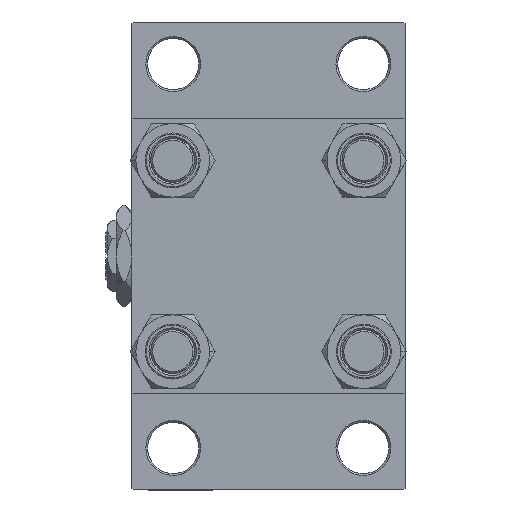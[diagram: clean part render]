
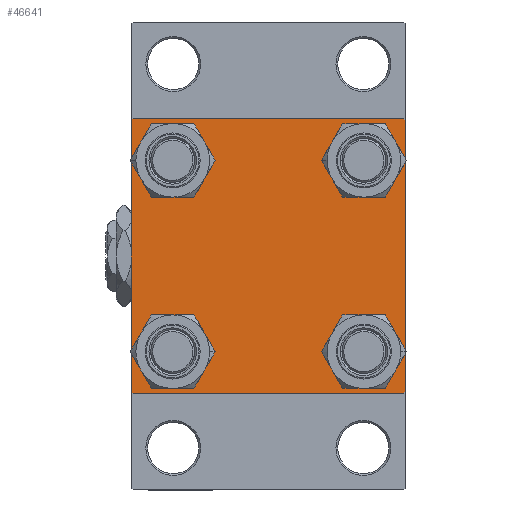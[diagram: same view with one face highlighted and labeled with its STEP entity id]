
A CAD part, left-side view. The second image highlights one B-rep face of the part: STEP entity #46641.
In plain terms, the highlighted planar face has unit normal (-1, 0, 0).
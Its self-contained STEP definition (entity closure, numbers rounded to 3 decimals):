
#185 = DIRECTION ( 'NONE',  ( 0., 0., 1. ) ) ;
#960 = DIRECTION ( 'NONE',  ( 0., 0., 1. ) ) ;
#1051 = VECTOR ( 'NONE', #30163, 1000. ) ;
#1203 = ORIENTED_EDGE ( 'NONE', *, *, #8280, .T. ) ;
#1711 = CARTESIAN_POINT ( 'NONE',  ( 0., 26.15, 19.65 ) ) ;
#2054 = CARTESIAN_POINT ( 'NONE',  ( 0., -26.15, 26.15 ) ) ;
#2408 = DIRECTION ( 'NONE',  ( 1., 0., 0. ) ) ;
#3133 = CARTESIAN_POINT ( 'NONE',  ( 0., -26.15, -19.65 ) ) ;
#3433 = CARTESIAN_POINT ( 'NONE',  ( 0., -37.5, -37. ) ) ;
#3563 = DIRECTION ( 'NONE',  ( 1., 0., 0. ) ) ;
#3731 = ORIENTED_EDGE ( 'NONE', *, *, #47971, .T. ) ;
#4326 = VERTEX_POINT ( 'NONE', #27270 ) ;
#4443 = EDGE_CURVE ( 'NONE', #4978, #18834, #38976, .T. ) ;
#4845 = DIRECTION ( 'NONE',  ( 0., 0.707, -0.707 ) ) ;
#4946 = DIRECTION ( 'NONE',  ( 1., 0., 0. ) ) ;
#4978 = VERTEX_POINT ( 'NONE', #41875 ) ;
#5259 = VERTEX_POINT ( 'NONE', #19313 ) ;
#5372 = LINE ( 'NONE', #20077, #48964 ) ;
#5589 = EDGE_CURVE ( 'NONE', #5259, #41188, #44012, .T. ) ;
#5685 = EDGE_CURVE ( 'NONE', #4978, #47747, #31460, .T. ) ;
#6156 = CARTESIAN_POINT ( 'NONE',  ( 0., -26.15, 26.15 ) ) ;
#6210 = CARTESIAN_POINT ( 'NONE',  ( 0., 37.5, 37. ) ) ;
#6548 = VECTOR ( 'NONE', #39592, 1000. ) ;
#7597 = ORIENTED_EDGE ( 'NONE', *, *, #24295, .T. ) ;
#7689 = EDGE_LOOP ( 'NONE', ( #23155, #25499, #12870, #7597, #25642, #35969, #17540, #39525 ) ) ;
#8041 = FACE_BOUND ( 'NONE', #17148, .T. ) ;
#8274 = CIRCLE ( 'NONE', #36101, 6.5 ) ;
#8280 = EDGE_CURVE ( 'NONE', #20288, #47056, #8274, .T. ) ;
#8433 = VECTOR ( 'NONE', #36485, 1000. ) ;
#8613 = CARTESIAN_POINT ( 'NONE',  ( 0., -37.5, 37. ) ) ;
#8643 = VERTEX_POINT ( 'NONE', #34887 ) ;
#8987 = VECTOR ( 'NONE', #4845, 1000. ) ;
#9179 = AXIS2_PLACEMENT_3D ( 'NONE', #6156, #2408, #32806 ) ;
#9279 = CARTESIAN_POINT ( 'NONE',  ( 0., 0., 0. ) ) ;
#9410 = CARTESIAN_POINT ( 'NONE',  ( 0., -26.15, -26.15 ) ) ;
#9547 = DIRECTION ( 'NONE',  ( 1., 0., 0. ) ) ;
#9769 = DIRECTION ( 'NONE',  ( 0., 0., 1. ) ) ;
#9887 = LINE ( 'NONE', #44014, #16918 ) ;
#10217 = AXIS2_PLACEMENT_3D ( 'NONE', #18632, #49033, #33832 ) ;
#10227 = ORIENTED_EDGE ( 'NONE', *, *, #20952, .T. ) ;
#11075 = CARTESIAN_POINT ( 'NONE',  ( 0., 26.15, -32.65 ) ) ;
#11405 = VECTOR ( 'NONE', #28465, 1000. ) ;
#11824 = CIRCLE ( 'NONE', #10217, 6.5 ) ;
#12870 = ORIENTED_EDGE ( 'NONE', *, *, #23120, .T. ) ;
#12952 = CARTESIAN_POINT ( 'NONE',  ( 0., -37.5, 37.5 ) ) ;
#13214 = VERTEX_POINT ( 'NONE', #39273 ) ;
#13380 = CIRCLE ( 'NONE', #26069, 6.5 ) ;
#13682 = CARTESIAN_POINT ( 'NONE',  ( 0., -26.15, -32.65 ) ) ;
#15159 = DIRECTION ( 'NONE',  ( 1., 0., 0. ) ) ;
#16197 = VERTEX_POINT ( 'NONE', #1711 ) ;
#16402 = ORIENTED_EDGE ( 'NONE', *, *, #44438, .T. ) ;
#16631 = LINE ( 'NONE', #21086, #24865 ) ;
#16918 = VECTOR ( 'NONE', #36756, 1000. ) ;
#17148 = EDGE_LOOP ( 'NONE', ( #10227, #25184 ) ) ;
#17323 = CARTESIAN_POINT ( 'NONE',  ( 0., -37.25, -37.25 ) ) ;
#17540 = ORIENTED_EDGE ( 'NONE', *, *, #5685, .F. ) ;
#17709 = EDGE_CURVE ( 'NONE', #47056, #20288, #41941, .T. ) ;
#17905 = CIRCLE ( 'NONE', #9179, 6.5 ) ;
#18015 = DIRECTION ( 'NONE',  ( 0., 0., 1. ) ) ;
#18142 = CARTESIAN_POINT ( 'NONE',  ( 0., 26.15, -26.15 ) ) ;
#18632 = CARTESIAN_POINT ( 'NONE',  ( 0., 26.15, 26.15 ) ) ;
#18834 = VERTEX_POINT ( 'NONE', #6210 ) ;
#19242 = FACE_BOUND ( 'NONE', #28169, .T. ) ;
#19313 = CARTESIAN_POINT ( 'NONE',  ( 0., -26.15, 19.65 ) ) ;
#19666 = CIRCLE ( 'NONE', #26001, 6.5 ) ;
#20077 = CARTESIAN_POINT ( 'NONE',  ( 0., 37.5, -37.5 ) ) ;
#20288 = VERTEX_POINT ( 'NONE', #3133 ) ;
#20952 = EDGE_CURVE ( 'NONE', #4326, #16197, #11824, .T. ) ;
#21086 = CARTESIAN_POINT ( 'NONE',  ( 0., 37.5, 37.5 ) ) ;
#21089 = DIRECTION ( 'NONE',  ( 1., 0., 0. ) ) ;
#21327 = ORIENTED_EDGE ( 'NONE', *, *, #17709, .T. ) ;
#21335 = DIRECTION ( 'NONE',  ( 0., 0., 1. ) ) ;
#21637 = ORIENTED_EDGE ( 'NONE', *, *, #5589, .T. ) ;
#22440 = LINE ( 'NONE', #22936, #1051 ) ;
#22832 = AXIS2_PLACEMENT_3D ( 'NONE', #9410, #21089, #21335 ) ;
#22936 = CARTESIAN_POINT ( 'NONE',  ( 0., -37.25, 37.25 ) ) ;
#23120 = EDGE_CURVE ( 'NONE', #13214, #24228, #5372, .T. ) ;
#23155 = ORIENTED_EDGE ( 'NONE', *, *, #43170, .T. ) ;
#23385 = VERTEX_POINT ( 'NONE', #11075 ) ;
#23777 = CARTESIAN_POINT ( 'NONE',  ( 0., 37.25, 37.25 ) ) ;
#23810 = DIRECTION ( 'NONE',  ( 0., -1., 0. ) ) ;
#24228 = VERTEX_POINT ( 'NONE', #48204 ) ;
#24295 = EDGE_CURVE ( 'NONE', #24228, #42429, #40003, .T. ) ;
#24865 = VECTOR ( 'NONE', #28071, 1000. ) ;
#25184 = ORIENTED_EDGE ( 'NONE', *, *, #32080, .T. ) ;
#25499 = ORIENTED_EDGE ( 'NONE', *, *, #43277, .T. ) ;
#25642 = ORIENTED_EDGE ( 'NONE', *, *, #42211, .F. ) ;
#25658 = AXIS2_PLACEMENT_3D ( 'NONE', #2054, #9547, #39926 ) ;
#26001 = AXIS2_PLACEMENT_3D ( 'NONE', #44322, #33592, #40582 ) ;
#26069 = AXIS2_PLACEMENT_3D ( 'NONE', #35085, #4946, #960 ) ;
#26261 = EDGE_CURVE ( 'NONE', #8643, #23385, #19666, .T. ) ;
#26964 = FACE_BOUND ( 'NONE', #38395, .T. ) ;
#27270 = CARTESIAN_POINT ( 'NONE',  ( 0., 26.15, 32.65 ) ) ;
#27720 = CARTESIAN_POINT ( 'NONE',  ( 0., 37.5, 37.5 ) ) ;
#27754 = VERTEX_POINT ( 'NONE', #41459 ) ;
#27987 = CIRCLE ( 'NONE', #31985, 6.5 ) ;
#28071 = DIRECTION ( 'NONE',  ( 0., 0., -1. ) ) ;
#28169 = EDGE_LOOP ( 'NONE', ( #1203, #21327 ) ) ;
#28195 = FACE_OUTER_BOUND ( 'NONE', #7689, .T. ) ;
#28465 = DIRECTION ( 'NONE',  ( 0., -1., 0. ) ) ;
#30163 = DIRECTION ( 'NONE',  ( 0., 0.707, 0.707 ) ) ;
#31460 = LINE ( 'NONE', #27720, #11405 ) ;
#31985 = AXIS2_PLACEMENT_3D ( 'NONE', #18142, #15159, #185 ) ;
#32080 = EDGE_CURVE ( 'NONE', #16197, #4326, #13380, .T. ) ;
#32806 = DIRECTION ( 'NONE',  ( 0., 0., 1. ) ) ;
#33592 = DIRECTION ( 'NONE',  ( 1., 0., 0. ) ) ;
#33832 = DIRECTION ( 'NONE',  ( 0., 0., 1. ) ) ;
#34443 = FACE_BOUND ( 'NONE', #39395, .T. ) ;
#34887 = CARTESIAN_POINT ( 'NONE',  ( 0., 26.15, -19.65 ) ) ;
#35085 = CARTESIAN_POINT ( 'NONE',  ( 0., 26.15, 26.15 ) ) ;
#35842 = LINE ( 'NONE', #12952, #6548 ) ;
#35969 = ORIENTED_EDGE ( 'NONE', *, *, #44049, .T. ) ;
#36101 = AXIS2_PLACEMENT_3D ( 'NONE', #48414, #3563, #18015 ) ;
#36132 = VERTEX_POINT ( 'NONE', #8613 ) ;
#36485 = DIRECTION ( 'NONE',  ( 0., -0.707, 0.707 ) ) ;
#36756 = DIRECTION ( 'NONE',  ( 0., -0.707, -0.707 ) ) ;
#38004 = CARTESIAN_POINT ( 'NONE',  ( 0., -26.15, 32.65 ) ) ;
#38395 = EDGE_LOOP ( 'NONE', ( #3731, #21637 ) ) ;
#38976 = LINE ( 'NONE', #23777, #8987 ) ;
#39273 = CARTESIAN_POINT ( 'NONE',  ( 0., 37., -37.5 ) ) ;
#39395 = EDGE_LOOP ( 'NONE', ( #41583, #16402 ) ) ;
#39525 = ORIENTED_EDGE ( 'NONE', *, *, #4443, .T. ) ;
#39592 = DIRECTION ( 'NONE',  ( 0., 0., -1. ) ) ;
#39926 = DIRECTION ( 'NONE',  ( 0., 0., 1. ) ) ;
#40003 = LINE ( 'NONE', #17323, #8433 ) ;
#40582 = DIRECTION ( 'NONE',  ( 0., 0., 1. ) ) ;
#41188 = VERTEX_POINT ( 'NONE', #38004 ) ;
#41335 = CARTESIAN_POINT ( 'NONE',  ( 0., -37., 37.5 ) ) ;
#41459 = CARTESIAN_POINT ( 'NONE',  ( 0., 37.5, -37. ) ) ;
#41583 = ORIENTED_EDGE ( 'NONE', *, *, #26261, .T. ) ;
#41875 = CARTESIAN_POINT ( 'NONE',  ( 0., 37., 37.5 ) ) ;
#41941 = CIRCLE ( 'NONE', #22832, 6.5 ) ;
#42211 = EDGE_CURVE ( 'NONE', #36132, #42429, #35842, .T. ) ;
#42429 = VERTEX_POINT ( 'NONE', #3433 ) ;
#43170 = EDGE_CURVE ( 'NONE', #18834, #27754, #16631, .T. ) ;
#43277 = EDGE_CURVE ( 'NONE', #27754, #13214, #9887, .T. ) ;
#43409 = PLANE ( 'NONE',  #44784 ) ;
#44012 = CIRCLE ( 'NONE', #25658, 6.5 ) ;
#44014 = CARTESIAN_POINT ( 'NONE',  ( 0., 37.25, -37.25 ) ) ;
#44049 = EDGE_CURVE ( 'NONE', #36132, #47747, #22440, .T. ) ;
#44130 = DIRECTION ( 'NONE',  ( -1., 0., 0. ) ) ;
#44322 = CARTESIAN_POINT ( 'NONE',  ( 0., 26.15, -26.15 ) ) ;
#44438 = EDGE_CURVE ( 'NONE', #23385, #8643, #27987, .T. ) ;
#44784 = AXIS2_PLACEMENT_3D ( 'NONE', #9279, #44130, #9769 ) ;
#46641 = ADVANCED_FACE ( 'NONE', ( #26964, #19242, #34443, #8041, #28195 ), #43409, .T. ) ;
#47056 = VERTEX_POINT ( 'NONE', #13682 ) ;
#47747 = VERTEX_POINT ( 'NONE', #41335 ) ;
#47971 = EDGE_CURVE ( 'NONE', #41188, #5259, #17905, .T. ) ;
#48204 = CARTESIAN_POINT ( 'NONE',  ( 0., -37., -37.5 ) ) ;
#48414 = CARTESIAN_POINT ( 'NONE',  ( 0., -26.15, -26.15 ) ) ;
#48964 = VECTOR ( 'NONE', #23810, 1000. ) ;
#49033 = DIRECTION ( 'NONE',  ( 1., 0., 0. ) ) ;
